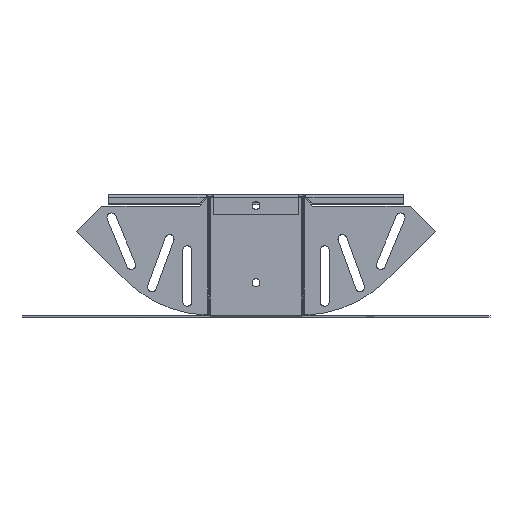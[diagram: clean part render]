
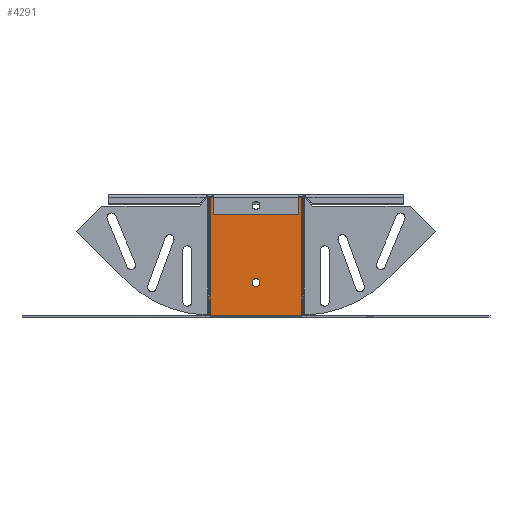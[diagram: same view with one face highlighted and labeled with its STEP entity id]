
A CAD part, front view. The second image highlights one B-rep face of the part: STEP entity #4291.
In plain terms, the highlighted planar face has unit normal (0, -1, 0).
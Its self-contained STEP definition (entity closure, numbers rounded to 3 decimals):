
#131 = LINE ( 'NONE', #5864, #1233 ) ;
#522 = CIRCLE ( 'NONE', #8847, 3.1 ) ;
#574 = ORIENTED_EDGE ( 'NONE', *, *, #13274, .F. ) ;
#692 = CARTESIAN_POINT ( 'NONE',  ( -9.5, -1., 0. ) ) ;
#705 = LINE ( 'NONE', #5409, #13379 ) ;
#1233 = VECTOR ( 'NONE', #5641, 1000. ) ;
#1507 = EDGE_CURVE ( 'NONE', #8991, #5550, #12169, .T. ) ;
#1733 = DIRECTION ( 'NONE',  ( 0., 0., 1. ) ) ;
#1870 = FACE_BOUND ( 'NONE', #7982, .T. ) ;
#2017 = DIRECTION ( 'NONE',  ( 0., 0., 1. ) ) ;
#2034 = DIRECTION ( 'NONE',  ( 0., 1., 0. ) ) ;
#2052 = EDGE_CURVE ( 'NONE', #10599, #9450, #131, .T. ) ;
#2065 = CARTESIAN_POINT ( 'NONE',  ( 0., -1., -6.5 ) ) ;
#2193 = VERTEX_POINT ( 'NONE', #11761 ) ;
#2373 = DIRECTION ( 'NONE',  ( 0., 1., 0. ) ) ;
#2475 = ORIENTED_EDGE ( 'NONE', *, *, #10806, .T. ) ;
#2553 = DIRECTION ( 'NONE',  ( 0., 0., 1. ) ) ;
#2629 = CARTESIAN_POINT ( 'NONE',  ( -35.586, -1., 0. ) ) ;
#3135 = VERTEX_POINT ( 'NONE', #4537 ) ;
#3149 = DIRECTION ( 'NONE',  ( 0., 1., 0. ) ) ;
#3285 = CIRCLE ( 'NONE', #11626, 3.1 ) ;
#3289 = VERTEX_POINT ( 'NONE', #4853 ) ;
#3708 = DIRECTION ( 'NONE',  ( 0., 0., 1. ) ) ;
#4041 = CARTESIAN_POINT ( 'NONE',  ( 0., -1., -6.5 ) ) ;
#4291 = ADVANCED_FACE ( 'NONE', ( #7394, #5160, #1870 ), #13345, .F. ) ;
#4321 = LINE ( 'NONE', #5723, #9140 ) ;
#4532 = CARTESIAN_POINT ( 'NONE',  ( 0., -1., -66.5 ) ) ;
#4537 = CARTESIAN_POINT ( 'NONE',  ( 0., -1., -69.6 ) ) ;
#4790 = DIRECTION ( 'NONE',  ( 0., 1., 0. ) ) ;
#4814 = VECTOR ( 'NONE', #8672, 1000. ) ;
#4853 = CARTESIAN_POINT ( 'NONE',  ( 0., -1., -63.4 ) ) ;
#5042 = ORIENTED_EDGE ( 'NONE', *, *, #13050, .T. ) ;
#5160 = FACE_OUTER_BOUND ( 'NONE', #13452, .T. ) ;
#5409 = CARTESIAN_POINT ( 'NONE',  ( -35.586, -1., 2.25 ) ) ;
#5526 = VERTEX_POINT ( 'NONE', #9074 ) ;
#5550 = VERTEX_POINT ( 'NONE', #10344 ) ;
#5596 = DIRECTION ( 'NONE',  ( 0., 0., 1. ) ) ;
#5641 = DIRECTION ( 'NONE',  ( -1., 0., 0. ) ) ;
#5681 = ORIENTED_EDGE ( 'NONE', *, *, #8490, .F. ) ;
#5723 = CARTESIAN_POINT ( 'NONE',  ( 35.586, -1., 2.25 ) ) ;
#5747 = AXIS2_PLACEMENT_3D ( 'NONE', #11048, #10962, #1733 ) ;
#5864 = CARTESIAN_POINT ( 'NONE',  ( 0., -1., -91.75 ) ) ;
#5985 = AXIS2_PLACEMENT_3D ( 'NONE', #11189, #13918, #3708 ) ;
#6161 = VERTEX_POINT ( 'NONE', #9996 ) ;
#6231 = ORIENTED_EDGE ( 'NONE', *, *, #9019, .T. ) ;
#6905 = ORIENTED_EDGE ( 'NONE', *, *, #1507, .F. ) ;
#7394 = FACE_BOUND ( 'NONE', #10021, .T. ) ;
#7396 = CARTESIAN_POINT ( 'NONE',  ( -35.586, -1., -91.75 ) ) ;
#7733 = VERTEX_POINT ( 'NONE', #7396 ) ;
#7758 = DIRECTION ( 'NONE',  ( 0., 1., 0. ) ) ;
#7843 = EDGE_CURVE ( 'NONE', #10599, #6161, #12411, .T. ) ;
#7921 = CIRCLE ( 'NONE', #8170, 3.1 ) ;
#7982 = EDGE_LOOP ( 'NONE', ( #5042, #6231 ) ) ;
#8170 = AXIS2_PLACEMENT_3D ( 'NONE', #2065, #4790, #2553 ) ;
#8177 = AXIS2_PLACEMENT_3D ( 'NONE', #9702, #3149, #14169 ) ;
#8490 = EDGE_CURVE ( 'NONE', #7733, #8991, #705, .T. ) ;
#8672 = DIRECTION ( 'NONE',  ( 1., 0., 0. ) ) ;
#8847 = AXIS2_PLACEMENT_3D ( 'NONE', #8949, #2373, #11330 ) ;
#8949 = CARTESIAN_POINT ( 'NONE',  ( 0., -1., -66.5 ) ) ;
#8991 = VERTEX_POINT ( 'NONE', #2629 ) ;
#9019 = EDGE_CURVE ( 'NONE', #2193, #5526, #3285, .T. ) ;
#9074 = CARTESIAN_POINT ( 'NONE',  ( 0., -1., -3.4 ) ) ;
#9088 = AXIS2_PLACEMENT_3D ( 'NONE', #4532, #7758, #5596 ) ;
#9140 = VECTOR ( 'NONE', #2017, 1000. ) ;
#9450 = VERTEX_POINT ( 'NONE', #10815 ) ;
#9702 = CARTESIAN_POINT ( 'NONE',  ( -35.5, -1., 2.25 ) ) ;
#9905 = ORIENTED_EDGE ( 'NONE', *, *, #2052, .F. ) ;
#9996 = CARTESIAN_POINT ( 'NONE',  ( 35.586, -1., -91.75 ) ) ;
#10021 = EDGE_LOOP ( 'NONE', ( #2475, #12503 ) ) ;
#10344 = CARTESIAN_POINT ( 'NONE',  ( 35.586, -1., 0. ) ) ;
#10599 = VERTEX_POINT ( 'NONE', #12827 ) ;
#10746 = CIRCLE ( 'NONE', #9088, 3.1 ) ;
#10758 = EDGE_CURVE ( 'NONE', #3135, #3289, #522, .T. ) ;
#10806 = EDGE_CURVE ( 'NONE', #3289, #3135, #10746, .T. ) ;
#10815 = CARTESIAN_POINT ( 'NONE',  ( -35.5, -1., -91.75 ) ) ;
#10962 = DIRECTION ( 'NONE',  ( 0., 1., 0. ) ) ;
#11048 = CARTESIAN_POINT ( 'NONE',  ( -35.5, -1., 2.25 ) ) ;
#11189 = CARTESIAN_POINT ( 'NONE',  ( 35.5, -1., 2.25 ) ) ;
#11272 = CIRCLE ( 'NONE', #8177, 94. ) ;
#11330 = DIRECTION ( 'NONE',  ( 0., 0., 1. ) ) ;
#11626 = AXIS2_PLACEMENT_3D ( 'NONE', #4041, #2034, #14398 ) ;
#11761 = CARTESIAN_POINT ( 'NONE',  ( 0., -1., -9.6 ) ) ;
#11979 = ORIENTED_EDGE ( 'NONE', *, *, #13728, .T. ) ;
#12041 = DIRECTION ( 'NONE',  ( 0., 0., 1. ) ) ;
#12169 = LINE ( 'NONE', #692, #4814 ) ;
#12411 = CIRCLE ( 'NONE', #5985, 94. ) ;
#12503 = ORIENTED_EDGE ( 'NONE', *, *, #10758, .T. ) ;
#12827 = CARTESIAN_POINT ( 'NONE',  ( 35.5, -1., -91.75 ) ) ;
#13050 = EDGE_CURVE ( 'NONE', #5526, #2193, #7921, .T. ) ;
#13223 = ORIENTED_EDGE ( 'NONE', *, *, #7843, .T. ) ;
#13274 = EDGE_CURVE ( 'NONE', #9450, #7733, #11272, .T. ) ;
#13345 = PLANE ( 'NONE',  #5747 ) ;
#13379 = VECTOR ( 'NONE', #12041, 1000. ) ;
#13452 = EDGE_LOOP ( 'NONE', ( #9905, #13223, #11979, #6905, #5681, #574 ) ) ;
#13728 = EDGE_CURVE ( 'NONE', #6161, #5550, #4321, .T. ) ;
#13918 = DIRECTION ( 'NONE',  ( 0., -1., 0. ) ) ;
#14169 = DIRECTION ( 'NONE',  ( 0., 0., 1. ) ) ;
#14398 = DIRECTION ( 'NONE',  ( 0., 0., 1. ) ) ;
